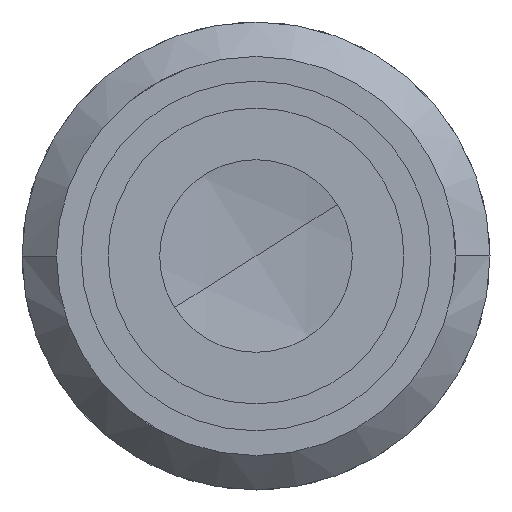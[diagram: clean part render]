
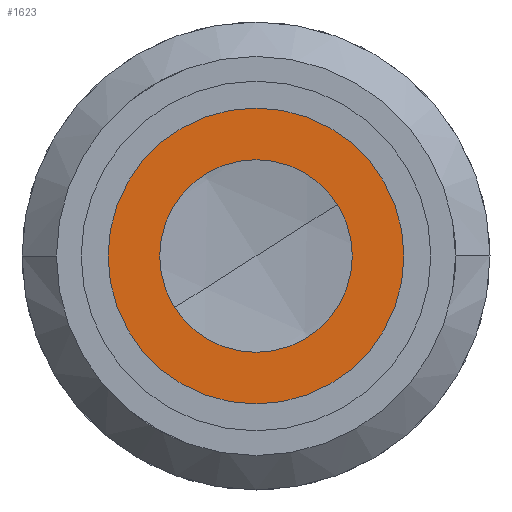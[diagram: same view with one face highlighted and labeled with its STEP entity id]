
A CAD part, front view. The second image highlights one B-rep face of the part: STEP entity #1623.
In plain terms, the highlighted planar face has unit normal (0, -1, 0).
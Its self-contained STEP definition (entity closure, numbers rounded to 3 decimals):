
#49 = ORIENTED_EDGE ( 'NONE', *, *, #238, .F. ) ;
#222 = CARTESIAN_POINT ( 'NONE',  ( 0., -124.73, 0. ) ) ;
#238 = EDGE_CURVE ( 'NONE', #2157, #1882, #1066, .T. ) ;
#258 = ORIENTED_EDGE ( 'NONE', *, *, #278, .F. ) ;
#270 = AXIS2_PLACEMENT_3D ( 'NONE', #1952, #383, #1556 ) ;
#278 = EDGE_CURVE ( 'NONE', #1882, #2157, #333, .T. ) ;
#299 = VERTEX_POINT ( 'NONE', #774 ) ;
#330 = CARTESIAN_POINT ( 'NONE',  ( -11.5, -124.73, 0. ) ) ;
#333 = CIRCLE ( 'NONE', #1879, 11.5 ) ;
#383 = DIRECTION ( 'NONE',  ( 0., 1., 0. ) ) ;
#416 = VERTEX_POINT ( 'NONE', #1537 ) ;
#519 = ORIENTED_EDGE ( 'NONE', *, *, #1157, .T. ) ;
#542 = PLANE ( 'NONE',  #1206 ) ;
#695 = DIRECTION ( 'NONE',  ( 0., 1., 0. ) ) ;
#704 = DIRECTION ( 'NONE',  ( 0., 1., 0. ) ) ;
#710 = CARTESIAN_POINT ( 'NONE',  ( 0., -124.73, -11.5 ) ) ;
#757 = DIRECTION ( 'NONE',  ( 0., 0., 1. ) ) ;
#774 = CARTESIAN_POINT ( 'NONE',  ( 0., -124.73, -7. ) ) ;
#809 = EDGE_LOOP ( 'NONE', ( #258, #49 ) ) ;
#823 = DIRECTION ( 'NONE',  ( 0., 0., 1. ) ) ;
#865 = DIRECTION ( 'NONE',  ( 0., 1., 0. ) ) ;
#1066 = CIRCLE ( 'NONE', #270, 11.5 ) ;
#1067 = CIRCLE ( 'NONE', #1954, 7. ) ;
#1075 = CARTESIAN_POINT ( 'NONE',  ( 0., -124.73, 0. ) ) ;
#1157 = EDGE_CURVE ( 'NONE', #299, #416, #1067, .T. ) ;
#1206 = AXIS2_PLACEMENT_3D ( 'NONE', #330, #1389, #1252 ) ;
#1252 = DIRECTION ( 'NONE',  ( 0., 0., -1. ) ) ;
#1320 = FACE_OUTER_BOUND ( 'NONE', #809, .T. ) ;
#1389 = DIRECTION ( 'NONE',  ( 0., -1., 0. ) ) ;
#1537 = CARTESIAN_POINT ( 'NONE',  ( 0., -124.73, 7. ) ) ;
#1556 = DIRECTION ( 'NONE',  ( 0., 0., 1. ) ) ;
#1623 = ADVANCED_FACE ( 'NONE', ( #1795, #1320 ), #542, .T. ) ;
#1678 = AXIS2_PLACEMENT_3D ( 'NONE', #222, #704, #1748 ) ;
#1748 = DIRECTION ( 'NONE',  ( 0., 0., 1. ) ) ;
#1755 = EDGE_LOOP ( 'NONE', ( #1997, #519 ) ) ;
#1795 = FACE_BOUND ( 'NONE', #1755, .T. ) ;
#1827 = CIRCLE ( 'NONE', #1678, 7. ) ;
#1879 = AXIS2_PLACEMENT_3D ( 'NONE', #1075, #695, #757 ) ;
#1882 = VERTEX_POINT ( 'NONE', #2054 ) ;
#1952 = CARTESIAN_POINT ( 'NONE',  ( 0., -124.73, 0. ) ) ;
#1954 = AXIS2_PLACEMENT_3D ( 'NONE', #2150, #865, #823 ) ;
#1997 = ORIENTED_EDGE ( 'NONE', *, *, #2199, .T. ) ;
#2054 = CARTESIAN_POINT ( 'NONE',  ( 0., -124.73, 11.5 ) ) ;
#2150 = CARTESIAN_POINT ( 'NONE',  ( 0., -124.73, 0. ) ) ;
#2157 = VERTEX_POINT ( 'NONE', #710 ) ;
#2199 = EDGE_CURVE ( 'NONE', #416, #299, #1827, .T. ) ;
